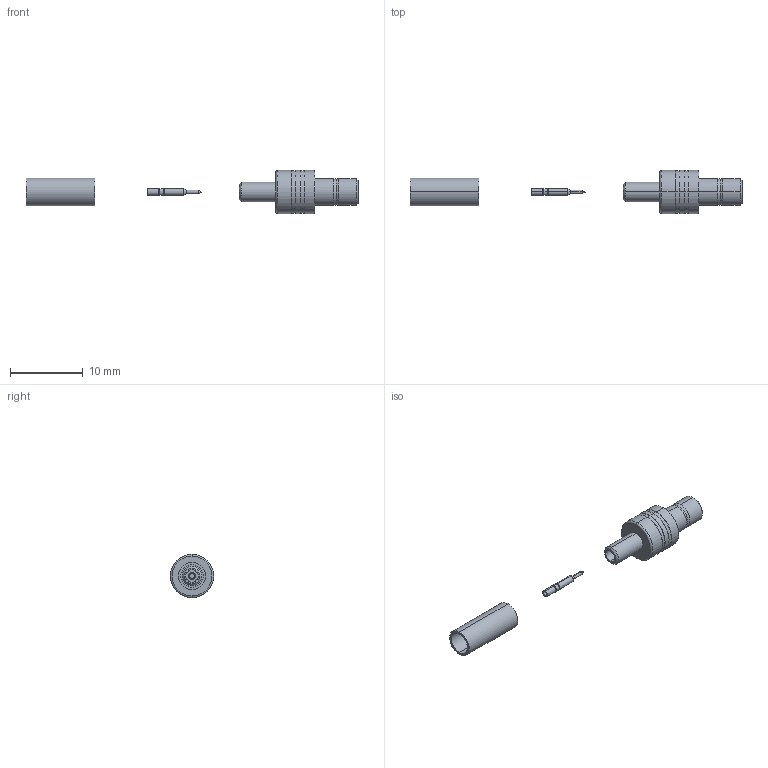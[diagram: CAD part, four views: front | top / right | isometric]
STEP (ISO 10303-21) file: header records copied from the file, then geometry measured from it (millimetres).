
FILE_DESCRIPTION (( 'STEP AP214' ), '1' );
FILE_NAME ('ASMBJ-1100_3D.STEP', '2020-05-19T15:03:35', ( '' ), ( '' ), 'SwSTEP 2.0', 'SolidWorks 2018', '' );
FILE_SCHEMA (( 'AUTOMOTIVE_DESIGN' ));
Length unit declared in the file: inch
Products named in the file (4): ASMBJ-1100-MA2; ASMBJ-1100_3D; ASMBJ-1100; ASMBJ-1100-MA1
Assembly tree (3 placements, depth 2):
  ASMBJ-1100_3D
    ASMBJ-1100
    ASMBJ-1100-MA2
    ASMBJ-1100-MA1
Bounding box: 45.76 x 5.99 x 5.99 mm (x, y, z)
Volume: 242.5 mm3; surface area: 679.6 mm2
Topology: 3 solids, 3 shells, 74 faces, 148 edges, 89 vertices
Faces by surface type: cylinder 40, plane 16, cone 12, torus 6
Entity records: 2483 total; most frequent: DIRECTION 400, CARTESIAN_POINT 315, ORIENTED_EDGE 292, AXIS2_PLACEMENT_3D 174, EDGE_CURVE 146, CIRCLE 94, EDGE_LOOP 89, VERTEX_POINT 89
